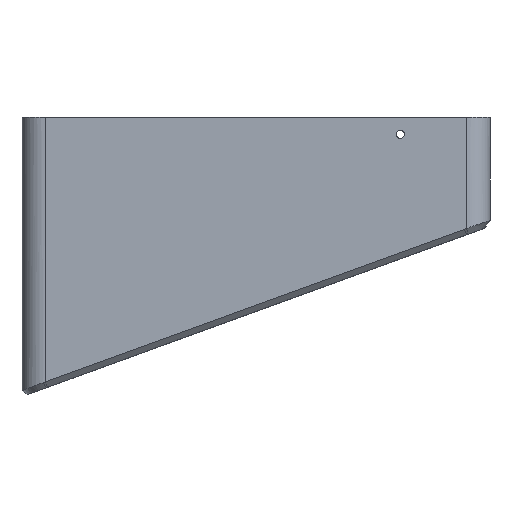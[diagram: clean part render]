
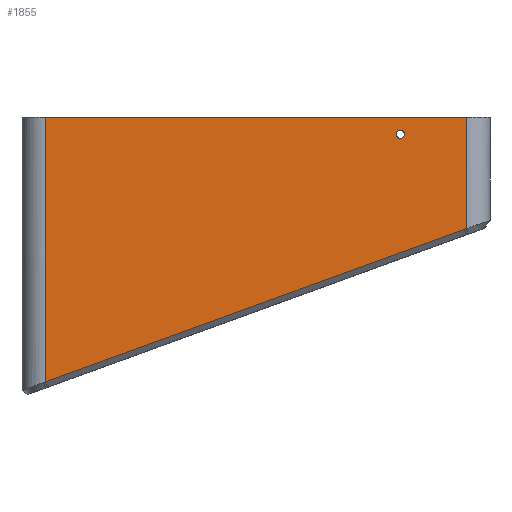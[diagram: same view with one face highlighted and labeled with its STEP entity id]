
A CAD part, left-side view. The second image highlights one B-rep face of the part: STEP entity #1855.
In plain terms, the highlighted planar face has unit normal (-1, 0, 0).
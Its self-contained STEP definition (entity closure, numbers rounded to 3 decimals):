
#51=CIRCLE('',#1951,0.7);
#148=FACE_BOUND('',#420,.T.);
#203=PLANE('',#2038);
#302=FACE_OUTER_BOUND('',#419,.T.);
#419=EDGE_LOOP('',(#1742,#1743,#1744,#1745,#1746));
#420=EDGE_LOOP('',(#1747));
#438=B_SPLINE_CURVE_WITH_KNOTS('',3,(#2978,#2979,#2980,#2981),
 .UNSPECIFIED.,.F.,.F.,(4,4),(1.485,1.571),
 .UNSPECIFIED.);
#473=LINE('',#2961,#631);
#488=LINE('',#3046,#646);
#606=LINE('',#3515,#764);
#609=LINE('',#3522,#767);
#631=VECTOR('',#2088,10.);
#646=VECTOR('',#2123,10.);
#764=VECTOR('',#2525,10.);
#767=VECTOR('',#2534,10.);
#800=VERTEX_POINT('',#2928);
#801=VERTEX_POINT('',#2957);
#802=VERTEX_POINT('',#2959);
#822=VERTEX_POINT('',#3045);
#871=VERTEX_POINT('',#3225);
#939=VERTEX_POINT('',#3514);
#987=EDGE_CURVE('',#802,#801,#473,.T.);
#988=EDGE_CURVE('',#800,#802,#438,.T.);
#1011=EDGE_CURVE('',#801,#822,#488,.T.);
#1093=EDGE_CURVE('',#871,#871,#51,.T.);
#1205=EDGE_CURVE('',#822,#939,#606,.T.);
#1209=EDGE_CURVE('',#800,#939,#609,.T.);
#1742=ORIENTED_EDGE('',*,*,#988,.F.);
#1743=ORIENTED_EDGE('',*,*,#1209,.T.);
#1744=ORIENTED_EDGE('',*,*,#1205,.F.);
#1745=ORIENTED_EDGE('',*,*,#1011,.F.);
#1746=ORIENTED_EDGE('',*,*,#987,.F.);
#1747=ORIENTED_EDGE('',*,*,#1093,.T.);
#1855=ADVANCED_FACE('',(#302,#148),#203,.T.);
#1951=AXIS2_PLACEMENT_3D('',#3226,#2296,#2297);
#2038=AXIS2_PLACEMENT_3D('',#3523,#2535,#2536);
#2088=DIRECTION('',(0.,0.94,-0.342));
#2123=DIRECTION('',(0.,0.,1.));
#2296=DIRECTION('center_axis',(1.,0.,0.));
#2297=DIRECTION('ref_axis',(0.,-1.,0.));
#2525=DIRECTION('',(0.,-1.,0.));
#2534=DIRECTION('',(0.,0.,1.));
#2535=DIRECTION('center_axis',(-1.,0.,0.));
#2536=DIRECTION('ref_axis',(0.,-1.,0.));
#2928=CARTESIAN_POINT('',(-53.72,4.,-18.936));
#2957=CARTESIAN_POINT('',(-53.72,75.75,-45.051));
#2959=CARTESIAN_POINT('',(-53.72,4.342,-19.06));
#2961=CARTESIAN_POINT('',(-53.72,36.02,-30.59));
#2978=CARTESIAN_POINT('Ctrl Pts',(-53.72,4.,-18.936));
#2979=CARTESIAN_POINT('Ctrl Pts',(-53.72,4.115,-18.977));
#2980=CARTESIAN_POINT('Ctrl Pts',(-53.72,4.228,-19.019));
#2981=CARTESIAN_POINT('Ctrl Pts',(-53.72,4.342,-19.06));
#3045=CARTESIAN_POINT('',(-53.72,75.75,0.));
#3046=CARTESIAN_POINT('',(-53.72,75.75,-20.));
#3225=CARTESIAN_POINT('',(-53.72,16.002,-2.873));
#3226=CARTESIAN_POINT('Origin',(-53.72,15.302,-2.873));
#3514=CARTESIAN_POINT('',(-53.72,4.,0.));
#3515=CARTESIAN_POINT('',(-53.72,57.813,0.));
#3522=CARTESIAN_POINT('',(-53.72,4.,-20.));
#3523=CARTESIAN_POINT('Origin',(-53.72,75.75,-20.));
